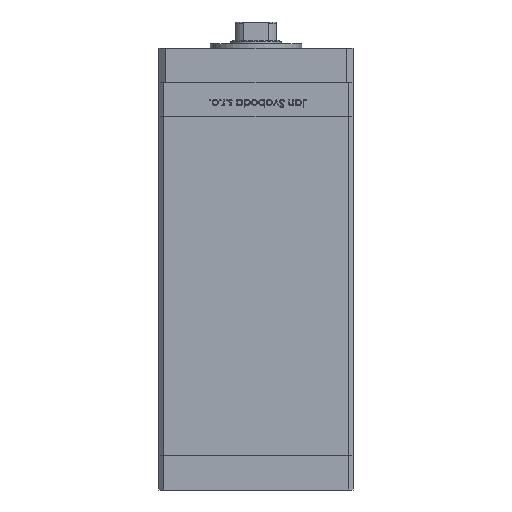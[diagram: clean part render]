
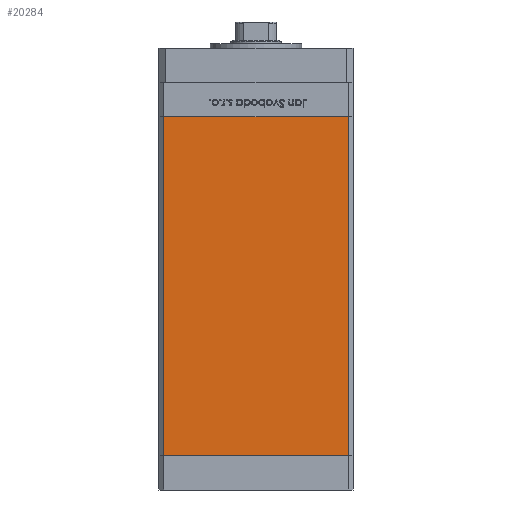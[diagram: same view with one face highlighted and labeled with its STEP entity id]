
A CAD part, front view. The second image highlights one B-rep face of the part: STEP entity #20284.
In plain terms, the highlighted planar face has unit normal (0, -1, 0).
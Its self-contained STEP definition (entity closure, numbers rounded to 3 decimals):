
#720 = VECTOR ( 'NONE', #25432, 1000. ) ;
#2544 = LINE ( 'NONE', #10156, #16009 ) ;
#2648 = CARTESIAN_POINT ( 'NONE',  ( -40.5, -37.5, 148.5 ) ) ;
#3490 = LINE ( 'NONE', #52292, #39783 ) ;
#5528 = DIRECTION ( 'NONE',  ( 1., 0., 0. ) ) ;
#5798 = CARTESIAN_POINT ( 'NONE',  ( -40.5, -37.5, 148.5 ) ) ;
#9342 = LINE ( 'NONE', #5798, #33732 ) ;
#10156 = CARTESIAN_POINT ( 'NONE',  ( -40.5, -37.5, 148.5 ) ) ;
#10423 = DIRECTION ( 'NONE',  ( 0., 0., -1. ) ) ;
#11351 = ORIENTED_EDGE ( 'NONE', *, *, #37769, .T. ) ;
#16009 = VECTOR ( 'NONE', #10423, 1000. ) ;
#17127 = EDGE_CURVE ( 'NONE', #44678, #26402, #3490, .T. ) ;
#20284 = ADVANCED_FACE ( 'NONE', ( #35985 ), #24594, .F. ) ;
#24594 = PLANE ( 'NONE',  #45906 ) ;
#25185 = VERTEX_POINT ( 'NONE', #50859 ) ;
#25432 = DIRECTION ( 'NONE',  ( 1., 0., 0. ) ) ;
#26333 = CARTESIAN_POINT ( 'NONE',  ( 40.5, -37.5, 148.5 ) ) ;
#26402 = VERTEX_POINT ( 'NONE', #40156 ) ;
#27088 = DIRECTION ( 'NONE',  ( 0., 0., -1. ) ) ;
#27854 = DIRECTION ( 'NONE',  ( 0., 1., 0. ) ) ;
#29154 = VERTEX_POINT ( 'NONE', #2648 ) ;
#33010 = LINE ( 'NONE', #33829, #720 ) ;
#33502 = EDGE_LOOP ( 'NONE', ( #52281, #51199, #52791, #11351 ) ) ;
#33732 = VECTOR ( 'NONE', #5528, 1000. ) ;
#33829 = CARTESIAN_POINT ( 'NONE',  ( -40.5, -37.5, 0. ) ) ;
#35985 = FACE_OUTER_BOUND ( 'NONE', #33502, .T. ) ;
#37769 = EDGE_CURVE ( 'NONE', #29154, #25185, #2544, .T. ) ;
#39783 = VECTOR ( 'NONE', #27088, 1000. ) ;
#40156 = CARTESIAN_POINT ( 'NONE',  ( 40.5, -37.5, 0. ) ) ;
#40575 = DIRECTION ( 'NONE',  ( 0., 0., 1. ) ) ;
#44678 = VERTEX_POINT ( 'NONE', #26333 ) ;
#45906 = AXIS2_PLACEMENT_3D ( 'NONE', #52524, #27854, #40575 ) ;
#46677 = EDGE_CURVE ( 'NONE', #25185, #26402, #33010, .T. ) ;
#47549 = EDGE_CURVE ( 'NONE', #29154, #44678, #9342, .T. ) ;
#50859 = CARTESIAN_POINT ( 'NONE',  ( -40.5, -37.5, 0. ) ) ;
#51199 = ORIENTED_EDGE ( 'NONE', *, *, #17127, .F. ) ;
#52281 = ORIENTED_EDGE ( 'NONE', *, *, #46677, .T. ) ;
#52292 = CARTESIAN_POINT ( 'NONE',  ( 40.5, -37.5, 148.5 ) ) ;
#52524 = CARTESIAN_POINT ( 'NONE',  ( -40.5, -37.5, 148.5 ) ) ;
#52791 = ORIENTED_EDGE ( 'NONE', *, *, #47549, .F. ) ;
